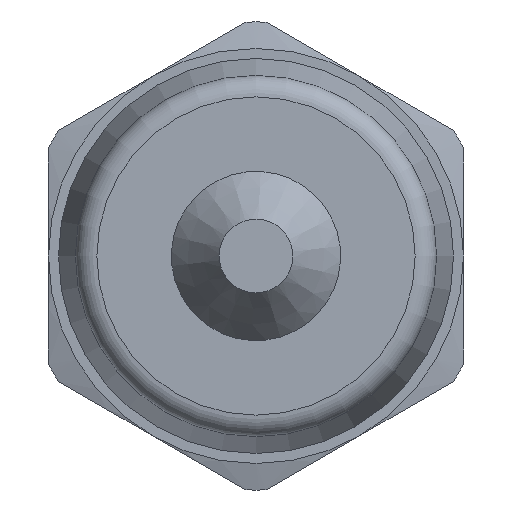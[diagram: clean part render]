
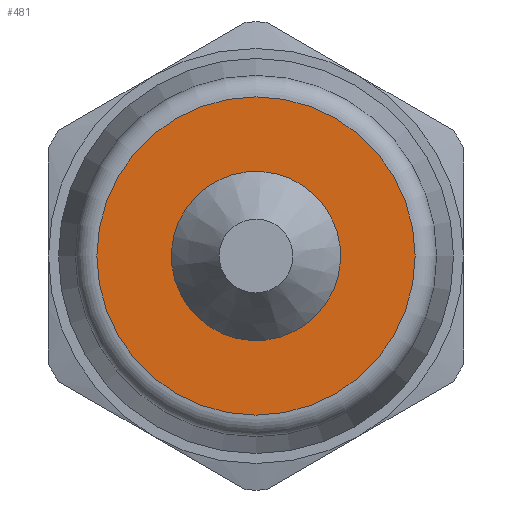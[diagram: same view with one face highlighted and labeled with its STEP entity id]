
A CAD part, left-side view. The second image highlights one B-rep face of the part: STEP entity #481.
In plain terms, the highlighted planar face has unit normal (-1, 0, 0).
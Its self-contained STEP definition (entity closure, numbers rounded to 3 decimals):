
#454=CARTESIAN_POINT('',(0.,-8.825,0.0));
#455=DIRECTION('',(-1.0,0.0,0.0));
#456=DIRECTION('',(0.0,0.0,1.0));
#457=AXIS2_PLACEMENT_3D('',#454,#455,#456);
#458=PLANE('',#457);
#459=CARTESIAN_POINT('',(0.,-10.35,0.));
#460=VERTEX_POINT('',#459);
#461=CARTESIAN_POINT('',(0.,0.0,0.0));
#462=DIRECTION('',(1.0,0.0,0.0));
#463=DIRECTION('',(0.0,1.0,0.0));
#464=AXIS2_PLACEMENT_3D('',#461,#462,#463);
#465=CIRCLE('',#464,10.35);
#466=EDGE_CURVE('',#460,#460,#465,.T.);
#467=ORIENTED_EDGE('',*,*,#466,.F.);
#468=EDGE_LOOP('',(#467));
#469=FACE_OUTER_BOUND('',#468,.T.);
#470=CARTESIAN_POINT('',(0.,-4.603,-3.02));
#471=VERTEX_POINT('',#470);
#472=CARTESIAN_POINT('',(0.,0.,0.));
#473=DIRECTION('',(-1.0,0.,0.));
#474=DIRECTION('',(0.,0.836,0.548));
#475=AXIS2_PLACEMENT_3D('',#472,#473,#474);
#476=CIRCLE('',#475,5.505);
#477=EDGE_CURVE('',#471,#471,#476,.T.);
#478=ORIENTED_EDGE('',*,*,#477,.F.);
#479=EDGE_LOOP('',(#478));
#480=FACE_BOUND('',#479,.T.);
#481=ADVANCED_FACE('',(#469,#480),#458,.T.);
